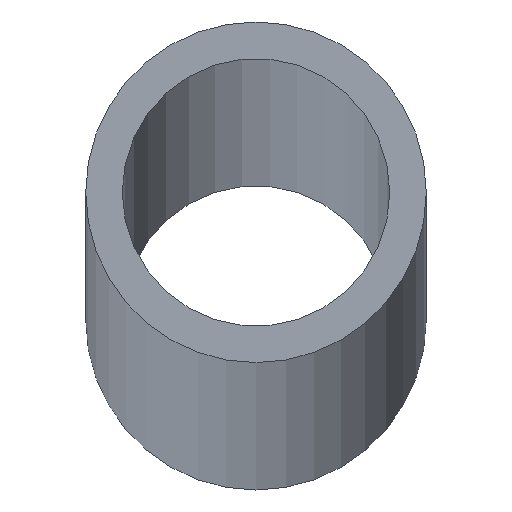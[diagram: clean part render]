
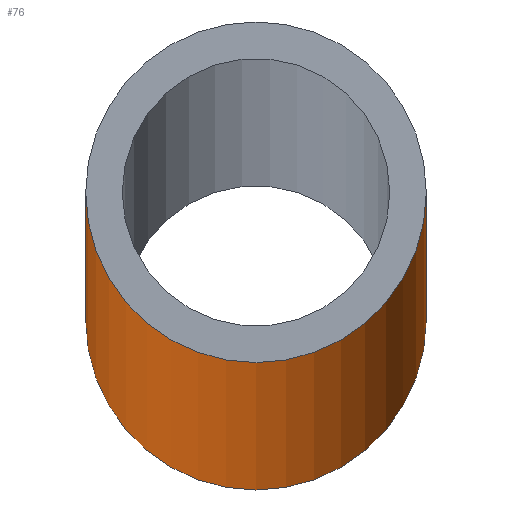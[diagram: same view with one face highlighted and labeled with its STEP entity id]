
A CAD part, top view. The second image highlights one B-rep face of the part: STEP entity #76.
In plain terms, the highlighted cylindrical face has radius 14 mm (diameter 28 mm), a partial arc.
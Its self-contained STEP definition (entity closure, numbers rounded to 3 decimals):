
#20 = DIRECTION ( 'NONE',  ( 0., 0., -1. ) ) ;
#22 = AXIS2_PLACEMENT_3D ( 'NONE', #186, #128, #209 ) ;
#30 = VECTOR ( 'NONE', #20, 1000. ) ;
#32 = DIRECTION ( 'NONE',  ( 0., 0., 1. ) ) ;
#35 = CARTESIAN_POINT ( 'NONE',  ( 0., 0., 6000. ) ) ;
#39 = CARTESIAN_POINT ( 'NONE',  ( 14., 0., 6000. ) ) ;
#49 = LINE ( 'NONE', #57, #191 ) ;
#57 = CARTESIAN_POINT ( 'NONE',  ( -14., 0., 6000. ) ) ;
#60 = EDGE_CURVE ( 'NONE', #187, #78, #85, .T. ) ;
#68 = CIRCLE ( 'NONE', #162, 14. ) ;
#69 = EDGE_CURVE ( 'NONE', #136, #187, #49, .T. ) ;
#76 = ADVANCED_FACE ( 'NONE', ( #89 ), #189, .T. ) ;
#78 = VERTEX_POINT ( 'NONE', #184 ) ;
#80 = DIRECTION ( 'NONE',  ( 1., 0., 0. ) ) ;
#85 = CIRCLE ( 'NONE', #223, 14. ) ;
#89 = FACE_OUTER_BOUND ( 'NONE', #139, .T. ) ;
#90 = EDGE_CURVE ( 'NONE', #136, #166, #68, .T. ) ;
#94 = DIRECTION ( 'NONE',  ( 0., 0., 1. ) ) ;
#97 = CARTESIAN_POINT ( 'NONE',  ( 14., 0., 6000. ) ) ;
#113 = CARTESIAN_POINT ( 'NONE',  ( 0., 0., 0. ) ) ;
#117 = CARTESIAN_POINT ( 'NONE',  ( -14., 0., 6000. ) ) ;
#128 = DIRECTION ( 'NONE',  ( 0., 0., -1. ) ) ;
#132 = DIRECTION ( 'NONE',  ( 0., 0., -1. ) ) ;
#136 = VERTEX_POINT ( 'NONE', #117 ) ;
#139 = EDGE_LOOP ( 'NONE', ( #228, #212, #165, #232 ) ) ;
#144 = EDGE_CURVE ( 'NONE', #166, #78, #215, .T. ) ;
#158 = CARTESIAN_POINT ( 'NONE',  ( -14., 0., 0. ) ) ;
#162 = AXIS2_PLACEMENT_3D ( 'NONE', #35, #94, #249 ) ;
#165 = ORIENTED_EDGE ( 'NONE', *, *, #69, .T. ) ;
#166 = VERTEX_POINT ( 'NONE', #97 ) ;
#184 = CARTESIAN_POINT ( 'NONE',  ( 14., 0., 0. ) ) ;
#186 = CARTESIAN_POINT ( 'NONE',  ( 0., 0., 6000. ) ) ;
#187 = VERTEX_POINT ( 'NONE', #158 ) ;
#189 = CYLINDRICAL_SURFACE ( 'NONE', #22, 14. ) ;
#191 = VECTOR ( 'NONE', #132, 1000. ) ;
#209 = DIRECTION ( 'NONE',  ( -1., 0., 0. ) ) ;
#212 = ORIENTED_EDGE ( 'NONE', *, *, #90, .F. ) ;
#215 = LINE ( 'NONE', #39, #30 ) ;
#223 = AXIS2_PLACEMENT_3D ( 'NONE', #113, #32, #80 ) ;
#228 = ORIENTED_EDGE ( 'NONE', *, *, #144, .F. ) ;
#232 = ORIENTED_EDGE ( 'NONE', *, *, #60, .T. ) ;
#249 = DIRECTION ( 'NONE',  ( 1., 0., 0. ) ) ;
